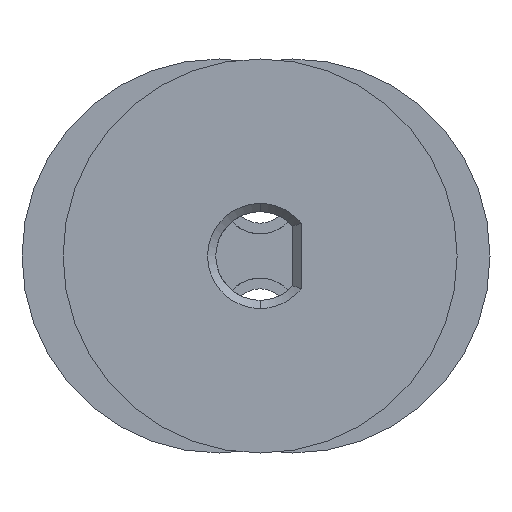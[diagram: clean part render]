
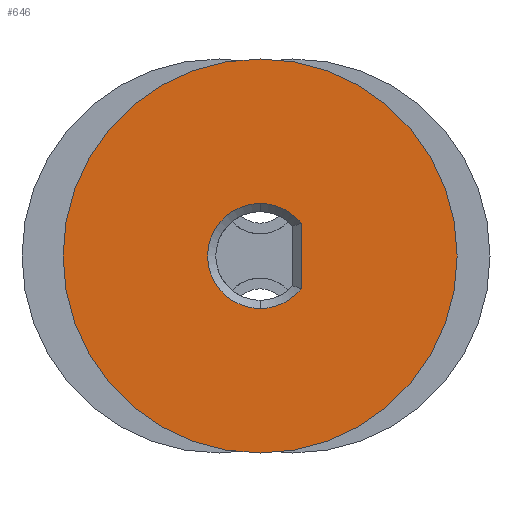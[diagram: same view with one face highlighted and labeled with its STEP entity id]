
A CAD part, front view. The second image highlights one B-rep face of the part: STEP entity #646.
In plain terms, the highlighted planar face has unit normal (0, -1, 0).
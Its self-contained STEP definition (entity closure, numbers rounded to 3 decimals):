
#43 = ORIENTED_EDGE ( 'NONE', *, *, #213, .F. ) ;
#61 = CIRCLE ( 'NONE', #723, 3.2 ) ;
#71 = ORIENTED_EDGE ( 'NONE', *, *, #936, .F. ) ;
#126 = AXIS2_PLACEMENT_3D ( 'NONE', #961, #791, #209 ) ;
#209 = DIRECTION ( 'NONE',  ( 0., 0., 1. ) ) ;
#213 = EDGE_CURVE ( 'NONE', #1649, #1234, #809, .T. ) ;
#214 = CARTESIAN_POINT ( 'NONE',  ( 0., 0., 12. ) ) ;
#216 = DIRECTION ( 'NONE',  ( 0., 1., 0. ) ) ;
#240 = DIRECTION ( 'NONE',  ( 0., 0., 1. ) ) ;
#307 = DIRECTION ( 'NONE',  ( 0., 1., 0. ) ) ;
#335 = CARTESIAN_POINT ( 'NONE',  ( 0., 0., 0. ) ) ;
#343 = DIRECTION ( 'NONE',  ( 0., 0., 1. ) ) ;
#346 = DIRECTION ( 'NONE',  ( 0., 1., 0. ) ) ;
#373 = PLANE ( 'NONE',  #601 ) ;
#409 = ORIENTED_EDGE ( 'NONE', *, *, #1210, .T. ) ;
#439 = EDGE_CURVE ( 'NONE', #1408, #649, #1345, .T. ) ;
#483 = DIRECTION ( 'NONE',  ( 0., 0., -1. ) ) ;
#518 = DIRECTION ( 'NONE',  ( 0., 1., 0. ) ) ;
#529 = EDGE_CURVE ( 'NONE', #649, #1855, #61, .T. ) ;
#591 = DIRECTION ( 'NONE',  ( 0., 0., 1. ) ) ;
#593 = VERTEX_POINT ( 'NONE', #1338 ) ;
#601 = AXIS2_PLACEMENT_3D ( 'NONE', #948, #518, #240 ) ;
#615 = CARTESIAN_POINT ( 'NONE',  ( 0., 0., 0. ) ) ;
#624 = CARTESIAN_POINT ( 'NONE',  ( 2.5, 0., 0. ) ) ;
#639 = DIRECTION ( 'NONE',  ( 0., 0., 1. ) ) ;
#646 = ADVANCED_FACE ( 'NONE', ( #1251, #831 ), #373, .F. ) ;
#649 = VERTEX_POINT ( 'NONE', #1522 ) ;
#694 = AXIS2_PLACEMENT_3D ( 'NONE', #1121, #1406, #984 ) ;
#723 = AXIS2_PLACEMENT_3D ( 'NONE', #335, #346, #639 ) ;
#725 = CARTESIAN_POINT ( 'NONE',  ( 0., 0., 0. ) ) ;
#726 = CIRCLE ( 'NONE', #1027, 3.2 ) ;
#736 = EDGE_LOOP ( 'NONE', ( #71, #43 ) ) ;
#770 = EDGE_CURVE ( 'NONE', #1855, #593, #726, .T. ) ;
#791 = DIRECTION ( 'NONE',  ( 0., 1., 0. ) ) ;
#809 = CIRCLE ( 'NONE', #126, 12. ) ;
#831 = FACE_OUTER_BOUND ( 'NONE', #736, .T. ) ;
#936 = EDGE_CURVE ( 'NONE', #1234, #1649, #1297, .T. ) ;
#948 = CARTESIAN_POINT ( 'NONE',  ( 0., 0., 0. ) ) ;
#961 = CARTESIAN_POINT ( 'NONE',  ( 0., 0., 0. ) ) ;
#984 = DIRECTION ( 'NONE',  ( 0., 0., 1. ) ) ;
#1027 = AXIS2_PLACEMENT_3D ( 'NONE', #725, #307, #591 ) ;
#1066 = ORIENTED_EDGE ( 'NONE', *, *, #770, .T. ) ;
#1107 = ORIENTED_EDGE ( 'NONE', *, *, #439, .T. ) ;
#1121 = CARTESIAN_POINT ( 'NONE',  ( 0., 0., 0. ) ) ;
#1210 = EDGE_CURVE ( 'NONE', #593, #1408, #1424, .T. ) ;
#1234 = VERTEX_POINT ( 'NONE', #1783 ) ;
#1251 = FACE_BOUND ( 'NONE', #1341, .T. ) ;
#1297 = CIRCLE ( 'NONE', #694, 12. ) ;
#1338 = CARTESIAN_POINT ( 'NONE',  ( 0., 0., 3.2 ) ) ;
#1341 = EDGE_LOOP ( 'NONE', ( #1553, #1066, #409, #1107 ) ) ;
#1345 = LINE ( 'NONE', #624, #1803 ) ;
#1385 = CARTESIAN_POINT ( 'NONE',  ( 2.5, 0., 1.997 ) ) ;
#1406 = DIRECTION ( 'NONE',  ( 0., 1., 0. ) ) ;
#1408 = VERTEX_POINT ( 'NONE', #1385 ) ;
#1424 = CIRCLE ( 'NONE', #1659, 3.2 ) ;
#1522 = CARTESIAN_POINT ( 'NONE',  ( 2.5, 0., -1.997 ) ) ;
#1531 = CARTESIAN_POINT ( 'NONE',  ( 0., 0., -3.2 ) ) ;
#1553 = ORIENTED_EDGE ( 'NONE', *, *, #529, .T. ) ;
#1649 = VERTEX_POINT ( 'NONE', #214 ) ;
#1659 = AXIS2_PLACEMENT_3D ( 'NONE', #615, #216, #343 ) ;
#1783 = CARTESIAN_POINT ( 'NONE',  ( 0., 0., -12. ) ) ;
#1803 = VECTOR ( 'NONE', #483, 1000. ) ;
#1855 = VERTEX_POINT ( 'NONE', #1531 ) ;
